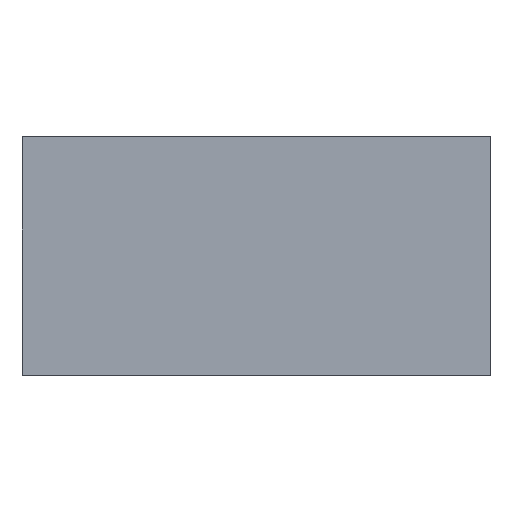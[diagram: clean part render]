
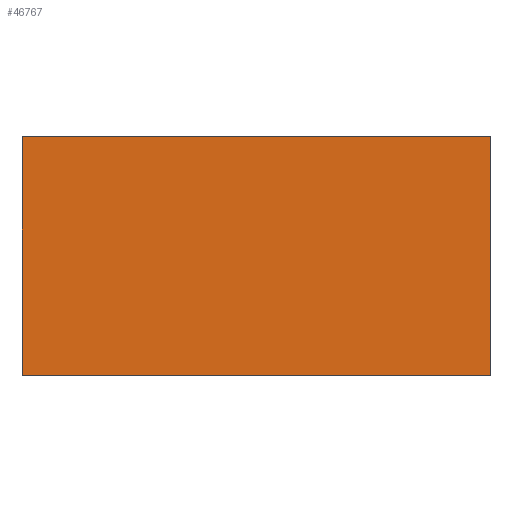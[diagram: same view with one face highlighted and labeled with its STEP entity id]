
A CAD part, front view. The second image highlights one B-rep face of the part: STEP entity #46767.
In plain terms, the highlighted face is planar.
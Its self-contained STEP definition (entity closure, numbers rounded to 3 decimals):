
#1848 = ORIENTED_EDGE ( 'NONE', *, *, #39032, .T. ) ;
#3137 = DIRECTION ( 'NONE',  ( 0., 0., -1. ) ) ;
#3195 = DIRECTION ( 'NONE',  ( 0., 1., 0. ) ) ;
#4124 = LINE ( 'NONE', #30023, #14740 ) ;
#4361 = CARTESIAN_POINT ( 'NONE',  ( -47., 4., 24. ) ) ;
#4686 = DIRECTION ( 'NONE',  ( -1., 0., 0. ) ) ;
#9143 = ORIENTED_EDGE ( 'NONE', *, *, #35415, .T. ) ;
#9506 = CARTESIAN_POINT ( 'NONE',  ( 47., 4., -24. ) ) ;
#9930 = FACE_OUTER_BOUND ( 'NONE', #12785, .T. ) ;
#9950 = DIRECTION ( 'NONE',  ( 0., 0., 1. ) ) ;
#10742 = ORIENTED_EDGE ( 'NONE', *, *, #36548, .T. ) ;
#12551 = VECTOR ( 'NONE', #19536, 1000. ) ;
#12785 = EDGE_LOOP ( 'NONE', ( #1848, #9143, #10742, #47736 ) ) ;
#14026 = CARTESIAN_POINT ( 'NONE',  ( -47., 4., -24. ) ) ;
#14740 = VECTOR ( 'NONE', #3137, 1000. ) ;
#19536 = DIRECTION ( 'NONE',  ( 1., 0., 0. ) ) ;
#19607 = CARTESIAN_POINT ( 'NONE',  ( -47., 4., -24. ) ) ;
#19733 = VERTEX_POINT ( 'NONE', #41224 ) ;
#23352 = LINE ( 'NONE', #19607, #32064 ) ;
#25111 = PLANE ( 'NONE',  #29843 ) ;
#25392 = VERTEX_POINT ( 'NONE', #34577 ) ;
#29349 = CARTESIAN_POINT ( 'NONE',  ( 0., 4., 0. ) ) ;
#29704 = VERTEX_POINT ( 'NONE', #9506 ) ;
#29843 = AXIS2_PLACEMENT_3D ( 'NONE', #29349, #3195, #49236 ) ;
#30023 = CARTESIAN_POINT ( 'NONE',  ( 47., 4., -24. ) ) ;
#30650 = VERTEX_POINT ( 'NONE', #14026 ) ;
#31889 = CARTESIAN_POINT ( 'NONE',  ( -47., 4., -24. ) ) ;
#32064 = VECTOR ( 'NONE', #4686, 1000. ) ;
#33194 = VECTOR ( 'NONE', #9950, 1000. ) ;
#34577 = CARTESIAN_POINT ( 'NONE',  ( -47., 4., 24. ) ) ;
#35415 = EDGE_CURVE ( 'NONE', #25392, #19733, #38454, .T. ) ;
#35852 = LINE ( 'NONE', #31889, #33194 ) ;
#36548 = EDGE_CURVE ( 'NONE', #19733, #29704, #4124, .T. ) ;
#38454 = LINE ( 'NONE', #4361, #12551 ) ;
#39032 = EDGE_CURVE ( 'NONE', #30650, #25392, #35852, .T. ) ;
#41224 = CARTESIAN_POINT ( 'NONE',  ( 47., 4., 24. ) ) ;
#44112 = EDGE_CURVE ( 'NONE', #29704, #30650, #23352, .T. ) ;
#46767 = ADVANCED_FACE ( 'NONE', ( #9930 ), #25111, .T. ) ;
#47736 = ORIENTED_EDGE ( 'NONE', *, *, #44112, .T. ) ;
#49236 = DIRECTION ( 'NONE',  ( 0., 0., 1. ) ) ;
